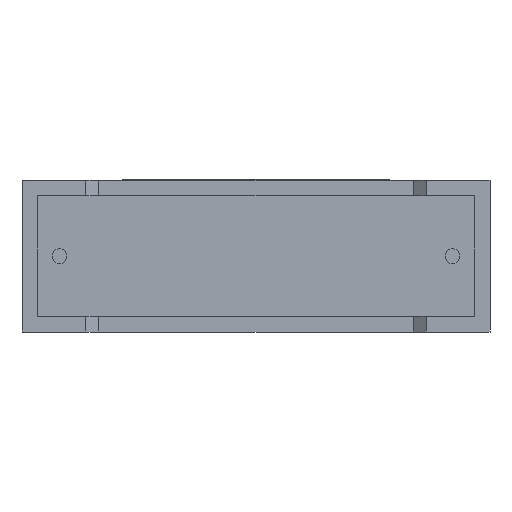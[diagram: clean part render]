
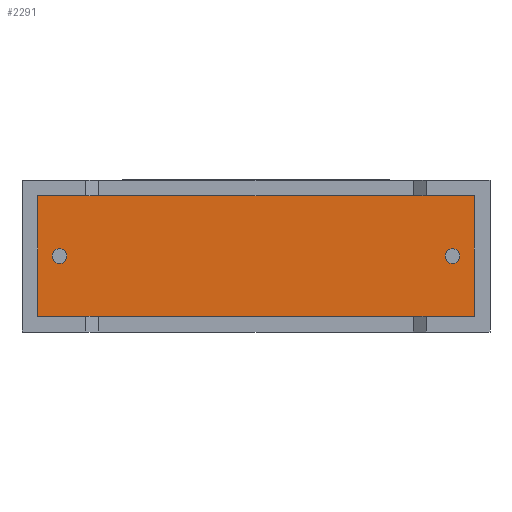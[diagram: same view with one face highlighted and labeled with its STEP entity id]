
A CAD part, front view. The second image highlights one B-rep face of the part: STEP entity #2291.
In plain terms, the highlighted planar face has unit normal (0, -1, 0).
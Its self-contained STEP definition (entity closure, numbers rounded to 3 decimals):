
#63 = VERTEX_POINT ( 'NONE', #2299 ) ;
#140 = DIRECTION ( 'NONE',  ( 0., 0., 1. ) ) ;
#161 = DIRECTION ( 'NONE',  ( 0., -1., 0. ) ) ;
#291 = AXIS2_PLACEMENT_3D ( 'NONE', #2458, #2954, #2209 ) ;
#434 = LINE ( 'NONE', #896, #2567 ) ;
#469 = CARTESIAN_POINT ( 'NONE',  ( 25.907, 0.75, 7.807 ) ) ;
#485 = CARTESIAN_POINT ( 'NONE',  ( 2.15, 0.75, 4.775 ) ) ;
#487 = VERTEX_POINT ( 'NONE', #1592 ) ;
#490 = VERTEX_POINT ( 'NONE', #1178 ) ;
#525 = VERTEX_POINT ( 'NONE', #469 ) ;
#567 = VERTEX_POINT ( 'NONE', #2341 ) ;
#646 = CIRCLE ( 'NONE', #1934, 0.425 ) ;
#665 = VERTEX_POINT ( 'NONE', #485 ) ;
#714 = EDGE_CURVE ( 'NONE', #665, #1930, #1110, .T. ) ;
#800 = CARTESIAN_POINT ( 'NONE',  ( 25.907, 0.75, 0.893 ) ) ;
#833 = LINE ( 'NONE', #2732, #2619 ) ;
#854 = CARTESIAN_POINT ( 'NONE',  ( 24.65, 0.75, 4.35 ) ) ;
#896 = CARTESIAN_POINT ( 'NONE',  ( 0.893, 0.75, 0.893 ) ) ;
#954 = DIRECTION ( 'NONE',  ( 0., -1., 0. ) ) ;
#1010 = CARTESIAN_POINT ( 'NONE',  ( 0.893, 0.75, 7.807 ) ) ;
#1043 = LINE ( 'NONE', #1010, #3054 ) ;
#1064 = DIRECTION ( 'NONE',  ( -1., 0., 0. ) ) ;
#1078 = AXIS2_PLACEMENT_3D ( 'NONE', #2622, #954, #2591 ) ;
#1083 = LINE ( 'NONE', #2043, #2917 ) ;
#1110 = CIRCLE ( 'NONE', #1667, 0.425 ) ;
#1178 = CARTESIAN_POINT ( 'NONE',  ( 0.893, 0.75, 7.807 ) ) ;
#1179 = EDGE_LOOP ( 'NONE', ( #2100, #1461, #2023, #1941 ) ) ;
#1287 = ORIENTED_EDGE ( 'NONE', *, *, #2656, .F. ) ;
#1379 = FACE_BOUND ( 'NONE', #1869, .T. ) ;
#1461 = ORIENTED_EDGE ( 'NONE', *, *, #2245, .T. ) ;
#1504 = DIRECTION ( 'NONE',  ( 0., -1., 0. ) ) ;
#1558 = ORIENTED_EDGE ( 'NONE', *, *, #2989, .F. ) ;
#1592 = CARTESIAN_POINT ( 'NONE',  ( 0.893, 0.75, 0.893 ) ) ;
#1667 = AXIS2_PLACEMENT_3D ( 'NONE', #2308, #1504, #2532 ) ;
#1835 = CARTESIAN_POINT ( 'NONE',  ( 2.15, 0.75, 3.925 ) ) ;
#1853 = EDGE_CURVE ( 'NONE', #490, #487, #1043, .T. ) ;
#1869 = EDGE_LOOP ( 'NONE', ( #1948, #2109 ) ) ;
#1930 = VERTEX_POINT ( 'NONE', #1835 ) ;
#1934 = AXIS2_PLACEMENT_3D ( 'NONE', #2515, #2823, #2992 ) ;
#1941 = ORIENTED_EDGE ( 'NONE', *, *, #2644, .T. ) ;
#1948 = ORIENTED_EDGE ( 'NONE', *, *, #714, .F. ) ;
#2023 = ORIENTED_EDGE ( 'NONE', *, *, #2856, .T. ) ;
#2029 = DIRECTION ( 'NONE',  ( 0., 0., -1. ) ) ;
#2043 = CARTESIAN_POINT ( 'NONE',  ( 25.907, 0.75, 7.807 ) ) ;
#2100 = ORIENTED_EDGE ( 'NONE', *, *, #1853, .T. ) ;
#2109 = ORIENTED_EDGE ( 'NONE', *, *, #2627, .F. ) ;
#2141 = PLANE ( 'NONE',  #1078 ) ;
#2155 = VERTEX_POINT ( 'NONE', #800 ) ;
#2194 = DIRECTION ( 'NONE',  ( 0., 0., -1. ) ) ;
#2209 = DIRECTION ( 'NONE',  ( 0., 0., -1. ) ) ;
#2229 = AXIS2_PLACEMENT_3D ( 'NONE', #854, #161, #2029 ) ;
#2245 = EDGE_CURVE ( 'NONE', #487, #2155, #434, .T. ) ;
#2291 = ADVANCED_FACE ( 'NONE', ( #2548, #2579, #1379 ), #2141, .T. ) ;
#2299 = CARTESIAN_POINT ( 'NONE',  ( 24.65, 0.75, 3.925 ) ) ;
#2308 = CARTESIAN_POINT ( 'NONE',  ( 2.15, 0.75, 4.35 ) ) ;
#2341 = CARTESIAN_POINT ( 'NONE',  ( 24.65, 0.75, 4.775 ) ) ;
#2458 = CARTESIAN_POINT ( 'NONE',  ( 24.65, 0.75, 4.35 ) ) ;
#2515 = CARTESIAN_POINT ( 'NONE',  ( 2.15, 0.75, 4.35 ) ) ;
#2532 = DIRECTION ( 'NONE',  ( 0., 0., -1. ) ) ;
#2548 = FACE_BOUND ( 'NONE', #2594, .T. ) ;
#2567 = VECTOR ( 'NONE', #2996, 1000. ) ;
#2579 = FACE_OUTER_BOUND ( 'NONE', #1179, .T. ) ;
#2591 = DIRECTION ( 'NONE',  ( 0., 0., -1. ) ) ;
#2594 = EDGE_LOOP ( 'NONE', ( #1558, #1287 ) ) ;
#2619 = VECTOR ( 'NONE', #140, 1000. ) ;
#2622 = CARTESIAN_POINT ( 'NONE',  ( 0., 0.75, 0. ) ) ;
#2627 = EDGE_CURVE ( 'NONE', #1930, #665, #646, .T. ) ;
#2644 = EDGE_CURVE ( 'NONE', #525, #490, #1083, .T. ) ;
#2656 = EDGE_CURVE ( 'NONE', #63, #567, #2966, .T. ) ;
#2732 = CARTESIAN_POINT ( 'NONE',  ( 25.907, 0.75, 0.893 ) ) ;
#2823 = DIRECTION ( 'NONE',  ( 0., -1., 0. ) ) ;
#2856 = EDGE_CURVE ( 'NONE', #2155, #525, #833, .T. ) ;
#2917 = VECTOR ( 'NONE', #1064, 1000. ) ;
#2920 = CIRCLE ( 'NONE', #291, 0.425 ) ;
#2954 = DIRECTION ( 'NONE',  ( 0., -1., 0. ) ) ;
#2966 = CIRCLE ( 'NONE', #2229, 0.425 ) ;
#2989 = EDGE_CURVE ( 'NONE', #567, #63, #2920, .T. ) ;
#2992 = DIRECTION ( 'NONE',  ( 0., 0., -1. ) ) ;
#2996 = DIRECTION ( 'NONE',  ( 1., 0., 0. ) ) ;
#3054 = VECTOR ( 'NONE', #2194, 1000. ) ;
